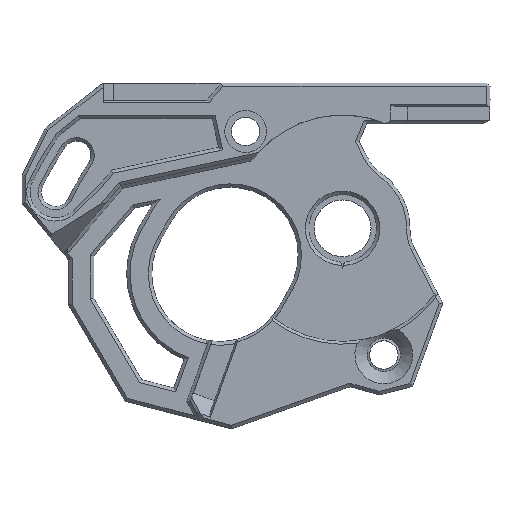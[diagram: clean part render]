
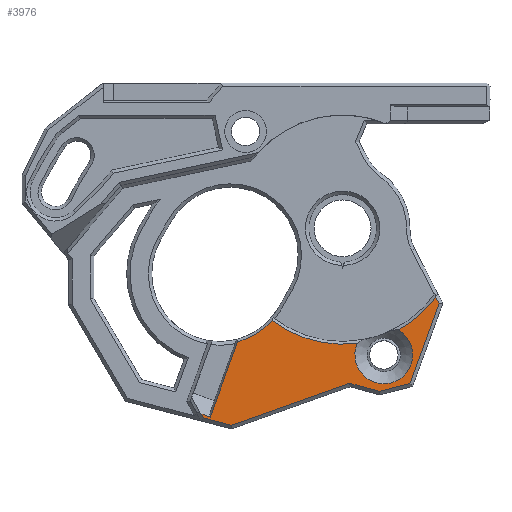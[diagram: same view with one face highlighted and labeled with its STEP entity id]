
A CAD part, top view. The second image highlights one B-rep face of the part: STEP entity #3976.
In plain terms, the highlighted planar face has unit normal (0, 0, 1).
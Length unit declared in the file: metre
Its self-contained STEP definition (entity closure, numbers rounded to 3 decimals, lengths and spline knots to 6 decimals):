
#197=PLANE('',#4305);
#303=CIRCLE('',#4212,0.008442);
#304=CIRCLE('',#4214,0.013867);
#305=CIRCLE('',#4216,0.003457);
#307=CIRCLE('',#4225,0.013867);
#1081=ORIENTED_EDGE('',*,*,#1789,.F.);
#1082=ORIENTED_EDGE('',*,*,#1883,.F.);
#1083=ORIENTED_EDGE('',*,*,#1939,.F.);
#1084=ORIENTED_EDGE('',*,*,#1820,.F.);
#1085=ORIENTED_EDGE('',*,*,#1828,.F.);
#1086=ORIENTED_EDGE('',*,*,#1825,.F.);
#1087=ORIENTED_EDGE('',*,*,#1822,.F.);
#1088=ORIENTED_EDGE('',*,*,#1816,.F.);
#1089=ORIENTED_EDGE('',*,*,#1810,.F.);
#1090=ORIENTED_EDGE('',*,*,#1808,.F.);
#1091=ORIENTED_EDGE('',*,*,#1805,.F.);
#1092=ORIENTED_EDGE('',*,*,#1792,.T.);
#1093=ORIENTED_EDGE('',*,*,#1790,.F.);
#1789=EDGE_CURVE('',#2299,#2298,#303,.F.);
#1790=EDGE_CURVE('',#2298,#2300,#304,.F.);
#1792=EDGE_CURVE('',#2301,#2300,#305,.T.);
#1805=EDGE_CURVE('',#2301,#2307,#307,.F.);
#1808=EDGE_CURVE('',#2307,#2309,#2648,.T.);
#1810=EDGE_CURVE('',#2309,#2310,#2650,.T.);
#1816=EDGE_CURVE('',#2310,#2314,#2656,.T.);
#1820=EDGE_CURVE('',#2316,#2317,#2660,.T.);
#1822=EDGE_CURVE('',#2314,#2318,#2662,.T.);
#1825=EDGE_CURVE('',#2318,#2320,#2665,.T.);
#1828=EDGE_CURVE('',#2320,#2316,#2668,.T.);
#1883=EDGE_CURVE('',#2352,#2299,#2709,.T.);
#1939=EDGE_CURVE('',#2317,#2352,#2763,.T.);
#2298=VERTEX_POINT('',#6167);
#2299=VERTEX_POINT('',#6172);
#2300=VERTEX_POINT('',#6176);
#2301=VERTEX_POINT('',#6183);
#2307=VERTEX_POINT('',#6214);
#2309=VERTEX_POINT('',#6223);
#2310=VERTEX_POINT('',#6227);
#2314=VERTEX_POINT('',#6239);
#2316=VERTEX_POINT('',#6245);
#2317=VERTEX_POINT('',#6247);
#2318=VERTEX_POINT('',#6251);
#2320=VERTEX_POINT('',#6257);
#2352=VERTEX_POINT('',#6383);
#2648=LINE('',#6222,#3092);
#2650=LINE('',#6226,#3094);
#2656=LINE('',#6238,#3100);
#2660=LINE('',#6246,#3104);
#2662=LINE('',#6250,#3106);
#2665=LINE('',#6256,#3109);
#2668=LINE('',#6261,#3112);
#2709=LINE('',#6384,#3153);
#2763=LINE('',#6499,#3207);
#3092=VECTOR('',#4955,1.);
#3094=VECTOR('',#4959,1.);
#3100=VECTOR('',#4969,1.);
#3104=VECTOR('',#4975,1.);
#3106=VECTOR('',#4979,1.);
#3109=VECTOR('',#4984,1.);
#3112=VECTOR('',#4989,1.);
#3153=VECTOR('',#5098,1.);
#3207=VECTOR('',#5226,1.);
#3466=EDGE_LOOP('',(#1081,#1082,#1083,#1084,#1085,#1086,#1087,#1088,#1089,
#1090,#1091,#1092,#1093));
#3716=FACE_BOUND('',#3466,.T.);
#3976=ADVANCED_FACE('',(#3716),#197,.F.);
#4212=AXIS2_PLACEMENT_3D('',#6173,#4916,#4917);
#4214=AXIS2_PLACEMENT_3D('',#6175,#4920,#4921);
#4216=AXIS2_PLACEMENT_3D('',#6182,#4924,#4925);
#4225=AXIS2_PLACEMENT_3D('',#6213,#4950,#4951);
#4305=AXIS2_PLACEMENT_3D('',#6501,#5228,#5229);
#4916=DIRECTION('',(0.,0.,-1.));
#4917=DIRECTION('',(-1.,0.,0.));
#4920=DIRECTION('',(0.,0.,-1.));
#4921=DIRECTION('',(-1.,0.,0.));
#4924=DIRECTION('',(0.,0.,-1.));
#4925=DIRECTION('',(-1.,0.,0.));
#4950=DIRECTION('',(0.,0.,-1.));
#4951=DIRECTION('',(-1.,0.,0.));
#4955=DIRECTION('',(0.46,-0.888,0.));
#4959=DIRECTION('',(-0.342,-0.94,0.));
#4969=DIRECTION('',(-0.968,-0.251,0.));
#4975=DIRECTION('',(-0.465,0.885,0.));
#4979=DIRECTION('',(-0.965,0.261,0.));
#4984=DIRECTION('',(-0.942,-0.336,0.));
#4989=DIRECTION('',(-0.968,0.251,0.));
#5098=DIRECTION('',(0.342,0.94,0.));
#5226=DIRECTION('',(0.94,-0.342,0.));
#5228=DIRECTION('',(0.,0.,-1.));
#5229=DIRECTION('',(0.,-1.,0.));
#6167=CARTESIAN_POINT('',(0.005713,-0.006723,0.0068));
#6172=CARTESIAN_POINT('',(0.001569,-0.009266,0.0068));
#6173=CARTESIAN_POINT('',(-0.000587,-0.001104,0.0068));
#6175=CARTESIAN_POINT('',(0.01411,0.004312,0.0068));
#6176=CARTESIAN_POINT('',(0.015891,-0.00944,0.0068));
#6182=CARTESIAN_POINT('',(0.019053,-0.010838,0.0068));
#6183=CARTESIAN_POINT('',(0.020781,-0.007844,0.0068));
#6213=CARTESIAN_POINT('',(0.01411,0.004312,0.0068));
#6214=CARTESIAN_POINT('',(0.025276,-0.00391,0.0068));
#6222=CARTESIAN_POINT('',(0.0175,0.011118,0.0068));
#6223=CARTESIAN_POINT('',(0.025674,-0.004679,0.0068));
#6226=CARTESIAN_POINT('',(0.023579,-0.010435,0.0068));
#6227=CARTESIAN_POINT('',(0.022186,-0.014262,0.0068));
#6238=CARTESIAN_POINT('',(0.005413,-0.018605,0.0068));
#6239=CARTESIAN_POINT('',(0.018577,-0.015197,0.0068));
#6245=CARTESIAN_POINT('',(-0.002563,-0.018377,0.0068));
#6246=CARTESIAN_POINT('',(-0.005873,-0.012083,0.0068));
#6247=CARTESIAN_POINT('',(-0.002826,-0.017876,0.0068));
#6250=CARTESIAN_POINT('',(0.010819,-0.0131,0.0068));
#6251=CARTESIAN_POINT('',(0.014993,-0.014228,0.0068));
#6256=CARTESIAN_POINT('',(0.005895,-0.017471,0.0068));
#6257=CARTESIAN_POINT('',(0.000865,-0.019264,0.0068));
#6261=CARTESIAN_POINT('',(-0.00194,-0.018538,0.0068));
#6383=CARTESIAN_POINT('',(-0.001712,-0.018281,0.0068));
#6384=CARTESIAN_POINT('',(0.003417,-0.004188,0.0068));
#6499=CARTESIAN_POINT('',(-0.001981,-0.018183,0.0068));
#6501=CARTESIAN_POINT('',(0.005288,0.000501,0.0068));
